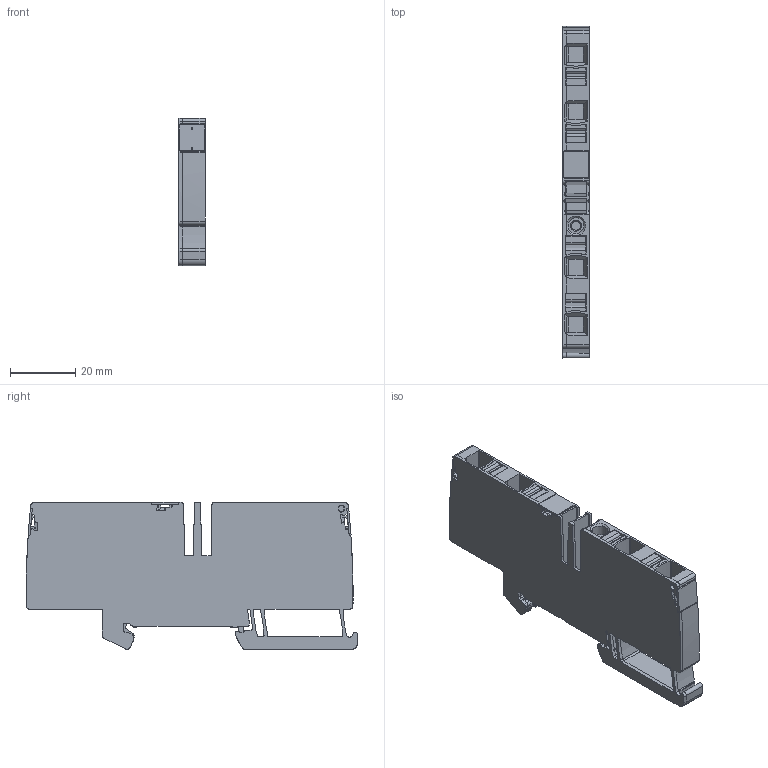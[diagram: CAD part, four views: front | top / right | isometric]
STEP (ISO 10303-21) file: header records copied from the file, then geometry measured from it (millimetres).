
FILE_DESCRIPTION(('CATIA V5 STEP Exchange','CAx-IF Rec.Pracs.--- Model Styling and Organization---1.4--- 2014-01-23'),'2;1');
FILE_NAME ('1450744-1_0', '2023-01-30T05:42:17+00:00', ('none'), ('Weidmueller'), 'CATIA Version 5-6 Release 2016 SP3 HF44', 'CATIA V5 STEP AP214', 'none');
FILE_SCHEMA(('AUTOMOTIVE_DESIGN { 1 0 10303 214 1 1 1 1 }'));
Length unit declared in the file: millimetre
Products named in the file (1): 2881540000
Bounding box: 8.1 x 101.77 x 45.2 mm (x, y, z)
Volume: 25639 mm3; surface area: 23138.7 mm2
Topology: 10 solids, 10 shells, 1409 faces, 4114 edges, 2730 vertices
Faces by surface type: plane 694, cylinder 572, extrusion 116, cone 13, bspline 10, torus 4
Entity records: 47007 total; most frequent: CARTESIAN_POINT 11924, ORIENTED_EDGE 8222, DIRECTION 5443, EDGE_CURVE 4111, VECTOR 2830, VERTEX_POINT 2730, LINE 2714, AXIS2_PLACEMENT_3D 1755
